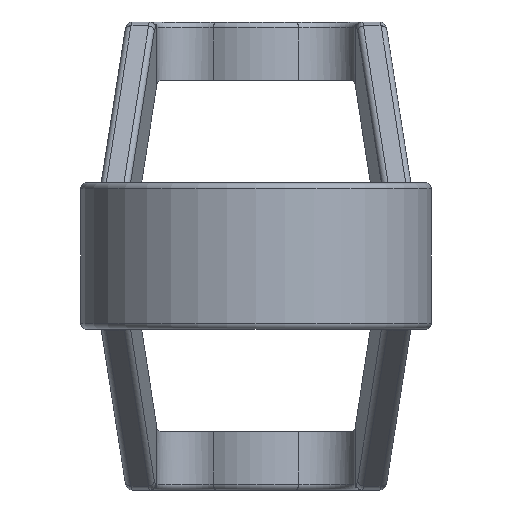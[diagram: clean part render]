
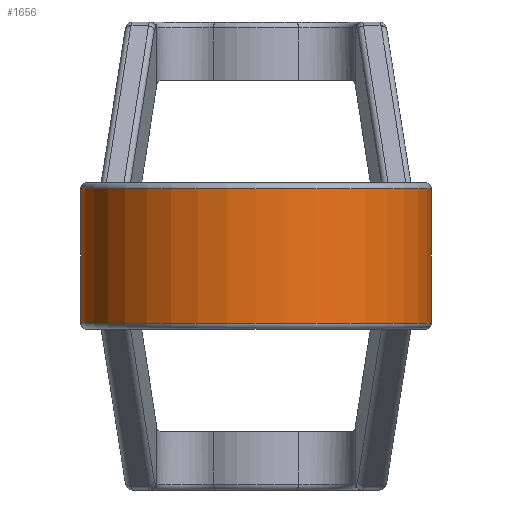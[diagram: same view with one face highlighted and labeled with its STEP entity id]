
A CAD part, left-side view. The second image highlights one B-rep face of the part: STEP entity #1656.
In plain terms, the highlighted cylindrical face has radius 30 mm (diameter 60 mm), a partial arc.
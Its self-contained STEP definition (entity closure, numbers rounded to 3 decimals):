
#114=CIRCLE('',#1847,30.);
#115=CIRCLE('',#1848,30.);
#179=CYLINDRICAL_SURFACE('',#1846,30.);
#517=ORIENTED_EDGE('',*,*,#945,.T.);
#518=ORIENTED_EDGE('',*,*,#953,.T.);
#519=ORIENTED_EDGE('',*,*,#927,.F.);
#520=ORIENTED_EDGE('',*,*,#954,.T.);
#927=EDGE_CURVE('',#1147,#1148,#1257,.T.);
#945=EDGE_CURVE('',#1163,#1162,#1269,.T.);
#953=EDGE_CURVE('',#1162,#1148,#114,.T.);
#954=EDGE_CURVE('',#1147,#1163,#115,.T.);
#1147=VERTEX_POINT('',#2862);
#1148=VERTEX_POINT('',#2863);
#1162=VERTEX_POINT('',#2897);
#1163=VERTEX_POINT('',#2899);
#1257=LINE('',#2861,#1361);
#1269=LINE('',#2898,#1373);
#1361=VECTOR('',#2246,1000.);
#1373=VECTOR('',#2276,1000.);
#1424=EDGE_LOOP('',(#517,#518,#519,#520));
#1534=FACE_BOUND('',#1424,.T.);
#1656=ADVANCED_FACE('',(#1534),#179,.T.);
#1846=AXIS2_PLACEMENT_3D('',#2912,#2286,#2287);
#1847=AXIS2_PLACEMENT_3D('',#2913,#2288,#2289);
#1848=AXIS2_PLACEMENT_3D('',#2914,#2290,#2291);
#2246=DIRECTION('',(0.,0.,-1.));
#2276=DIRECTION('',(0.,0.,-1.));
#2286=DIRECTION('',(0.,0.,-1.));
#2287=DIRECTION('',(-1.,0.,0.));
#2288=DIRECTION('',(0.,0.,1.));
#2289=DIRECTION('',(1.,0.,0.));
#2290=DIRECTION('',(0.,0.,-1.));
#2291=DIRECTION('',(-1.,0.,0.));
#2861=CARTESIAN_POINT('',(3.333,-29.814,76.386));
#2862=CARTESIAN_POINT('',(3.333,-29.814,12.349));
#2863=CARTESIAN_POINT('',(3.333,-29.814,-10.704));
#2897=CARTESIAN_POINT('',(3.333,29.814,-10.704));
#2898=CARTESIAN_POINT('',(3.333,29.814,76.386));
#2899=CARTESIAN_POINT('',(3.333,29.814,12.349));
#2912=CARTESIAN_POINT('',(0.,0.,76.386));
#2913=CARTESIAN_POINT('',(0.,0.,-10.704));
#2914=CARTESIAN_POINT('',(0.,0.,12.349));
